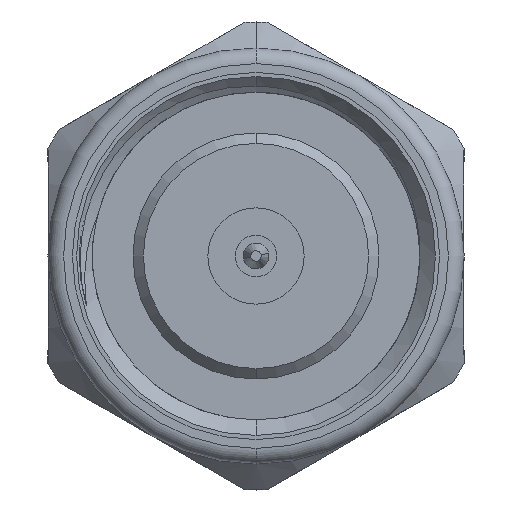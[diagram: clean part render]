
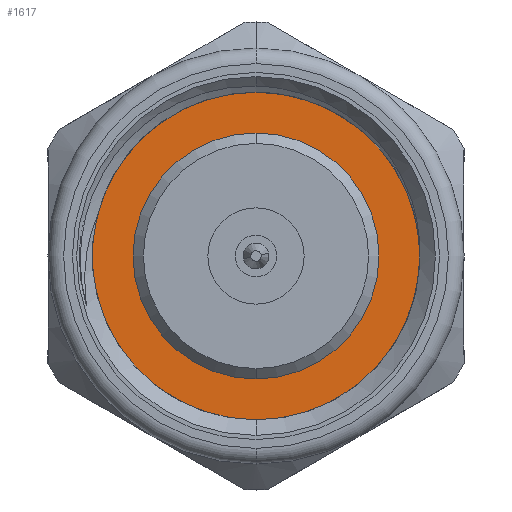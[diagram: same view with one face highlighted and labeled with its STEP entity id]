
A CAD part, front view. The second image highlights one B-rep face of the part: STEP entity #1617.
In plain terms, the highlighted planar face has unit normal (0, -1, 0).
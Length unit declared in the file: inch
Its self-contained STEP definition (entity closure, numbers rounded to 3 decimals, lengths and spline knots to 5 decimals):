
#336 = DIRECTION ( 'NONE',  ( 0., 1., 0. ) ) ;
#500 = VERTEX_POINT ( 'NONE', #1095 ) ;
#579 = CIRCLE ( 'NONE', #3271, 0.12598 ) ;
#689 = DIRECTION ( 'NONE',  ( 0., 1., 0. ) ) ;
#745 = ORIENTED_EDGE ( 'NONE', *, *, #3531, .F. ) ;
#1006 = CARTESIAN_POINT ( 'NONE',  ( 0., 0.13386, 0. ) ) ;
#1035 = VERTEX_POINT ( 'NONE', #7906 ) ;
#1078 = DIRECTION ( 'NONE',  ( 0., 0., 1. ) ) ;
#1079 = EDGE_LOOP ( 'NONE', ( #3533, #745 ) ) ;
#1095 = CARTESIAN_POINT ( 'NONE',  ( 0., 0.13386, -0.09311 ) ) ;
#1270 = CARTESIAN_POINT ( 'NONE',  ( 0., 0.13386, 0. ) ) ;
#1617 = ADVANCED_FACE ( 'NONE', ( #5796, #3951 ), #4439, .F. ) ;
#1680 = VERTEX_POINT ( 'NONE', #6692 ) ;
#1820 = AXIS2_PLACEMENT_3D ( 'NONE', #1006, #336, #3384 ) ;
#2575 = CARTESIAN_POINT ( 'NONE',  ( 0., 0.13386, -0.12598 ) ) ;
#2895 = DIRECTION ( 'NONE',  ( 0., 1., 0. ) ) ;
#3050 = VERTEX_POINT ( 'NONE', #2575 ) ;
#3174 = CARTESIAN_POINT ( 'NONE',  ( 0., 0.13386, 0. ) ) ;
#3271 = AXIS2_PLACEMENT_3D ( 'NONE', #7749, #3444, #5883 ) ;
#3384 = DIRECTION ( 'NONE',  ( 1., 0., 0. ) ) ;
#3444 = DIRECTION ( 'NONE',  ( 0., 1., 0. ) ) ;
#3531 = EDGE_CURVE ( 'NONE', #1680, #3050, #5958, .T. ) ;
#3533 = ORIENTED_EDGE ( 'NONE', *, *, #3683, .F. ) ;
#3683 = EDGE_CURVE ( 'NONE', #3050, #1680, #579, .T. ) ;
#3721 = DIRECTION ( 'NONE',  ( 0., 1., 0. ) ) ;
#3951 = FACE_OUTER_BOUND ( 'NONE', #1079, .T. ) ;
#4135 = CARTESIAN_POINT ( 'NONE',  ( 0., 0.13386, 0. ) ) ;
#4368 = CIRCLE ( 'NONE', #5542, 0.09311 ) ;
#4439 = PLANE ( 'NONE',  #1820 ) ;
#4892 = EDGE_LOOP ( 'NONE', ( #6201, #7040 ) ) ;
#5086 = AXIS2_PLACEMENT_3D ( 'NONE', #1270, #3721, #7385 ) ;
#5261 = CIRCLE ( 'NONE', #6148, 0.09311 ) ;
#5542 = AXIS2_PLACEMENT_3D ( 'NONE', #3174, #689, #7560 ) ;
#5796 = FACE_BOUND ( 'NONE', #4892, .T. ) ;
#5845 = EDGE_CURVE ( 'NONE', #1035, #500, #4368, .T. ) ;
#5883 = DIRECTION ( 'NONE',  ( 0., 0., 1. ) ) ;
#5958 = CIRCLE ( 'NONE', #5086, 0.12598 ) ;
#6148 = AXIS2_PLACEMENT_3D ( 'NONE', #4135, #2895, #1078 ) ;
#6201 = ORIENTED_EDGE ( 'NONE', *, *, #6325, .T. ) ;
#6325 = EDGE_CURVE ( 'NONE', #500, #1035, #5261, .T. ) ;
#6692 = CARTESIAN_POINT ( 'NONE',  ( 0., 0.13386, 0.12598 ) ) ;
#7040 = ORIENTED_EDGE ( 'NONE', *, *, #5845, .T. ) ;
#7385 = DIRECTION ( 'NONE',  ( 0., 0., 1. ) ) ;
#7560 = DIRECTION ( 'NONE',  ( 0., 0., 1. ) ) ;
#7749 = CARTESIAN_POINT ( 'NONE',  ( 0., 0.13386, 0. ) ) ;
#7906 = CARTESIAN_POINT ( 'NONE',  ( 0., 0.13386, 0.09311 ) ) ;
